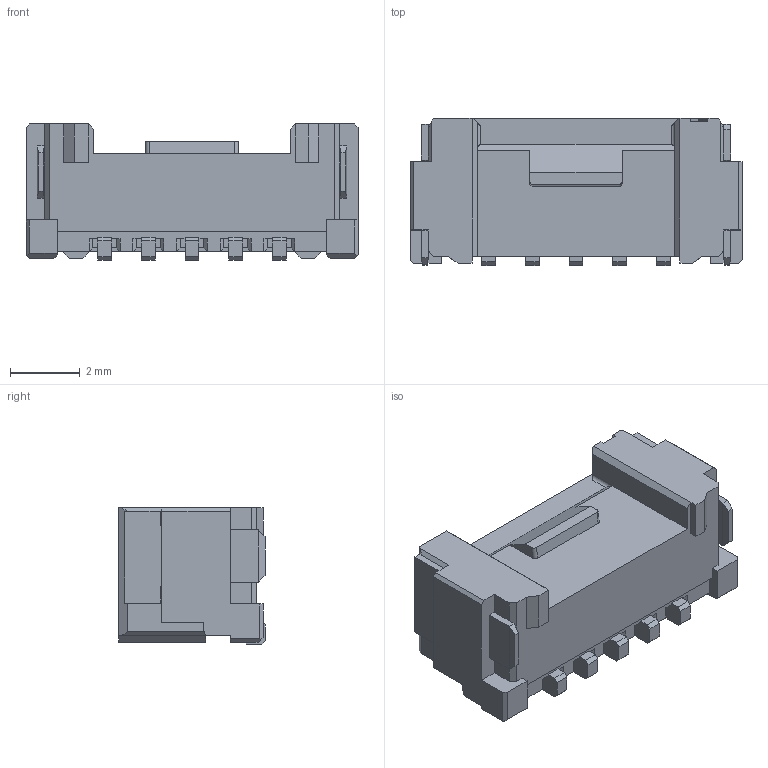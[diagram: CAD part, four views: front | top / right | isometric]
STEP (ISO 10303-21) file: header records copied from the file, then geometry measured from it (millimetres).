
FILE_DESCRIPTION( ( 'STEP AP203' ), '1' );
FILE_NAME( '5055680571.stp', '2020-09-22T04:38:35', ( 'License CC BY-ND 4.0' ), ( 'CADENAS' ), ' ', 'PARTsolutions', ' ' );
FILE_SCHEMA( ( 'CONFIG_CONTROL_DESIGN' ) );
Length unit declared in the file: millimetre
Products named in the file (2): 5055680571; 1
Assembly tree (1 placements, depth 2):
  5055680571
    1
Bounding box: 9.5 x 4.2 x 3.9 mm (x, y, z)
Volume: 75.7 mm3; surface area: 263 mm2
Topology: 1 solids, 1 shells, 335 faces, 942 edges, 609 vertices
Faces by surface type: plane 296, cylinder 35, cone 4
Entity records: 10698 total; most frequent: CARTESIAN_POINT 1967, ORIENTED_EDGE 1884, DIRECTION 1668, EDGE_CURVE 942, LINE 866, VECTOR 866, VERTEX_POINT 609, AXIS2_PLACEMENT_3D 401
